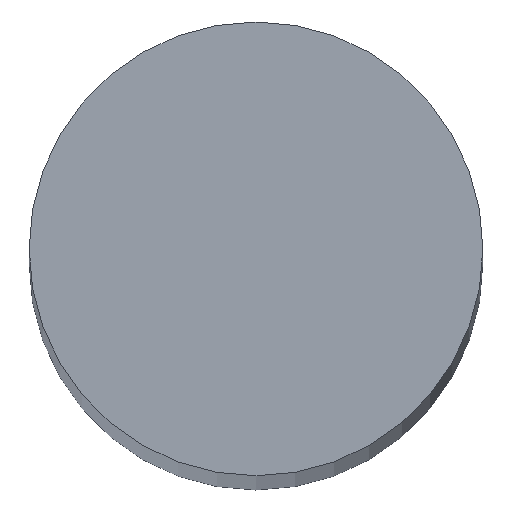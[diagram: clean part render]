
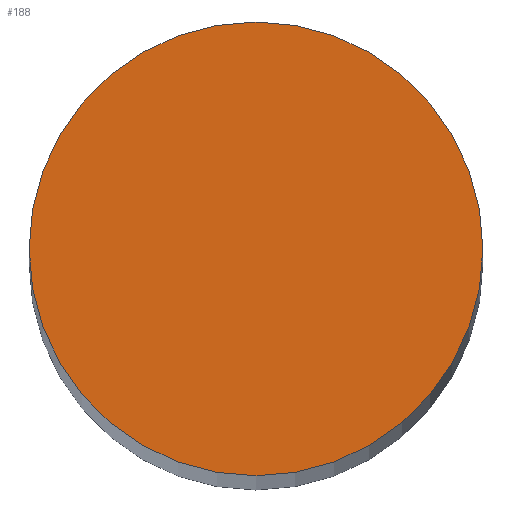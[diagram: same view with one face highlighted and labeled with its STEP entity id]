
A CAD part, top view. The second image highlights one B-rep face of the part: STEP entity #188.
In plain terms, the highlighted planar face has unit normal (0, 0, 1).
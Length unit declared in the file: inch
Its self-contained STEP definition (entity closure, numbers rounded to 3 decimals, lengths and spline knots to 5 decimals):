
#17 = DIRECTION ( 'NONE',  ( 1., 0., 0. ) ) ;
#34 = CIRCLE ( 'NONE', #184, 1. ) ;
#35 = CARTESIAN_POINT ( 'NONE',  ( 1., 3.25, 0. ) ) ;
#60 = CIRCLE ( 'NONE', #256, 1. ) ;
#80 = ORIENTED_EDGE ( 'NONE', *, *, #215, .T. ) ;
#93 = EDGE_LOOP ( 'NONE', ( #80, #143 ) ) ;
#119 = EDGE_CURVE ( 'NONE', #246, #158, #60, .T. ) ;
#143 = ORIENTED_EDGE ( 'NONE', *, *, #119, .T. ) ;
#150 = PLANE ( 'NONE',  #233 ) ;
#158 = VERTEX_POINT ( 'NONE', #35 ) ;
#166 = CARTESIAN_POINT ( 'NONE',  ( 0., 3.25, 0. ) ) ;
#177 = CARTESIAN_POINT ( 'NONE',  ( 0., 3.25, 0. ) ) ;
#181 = CARTESIAN_POINT ( 'NONE',  ( -1., 3.25, 0. ) ) ;
#183 = DIRECTION ( 'NONE',  ( 1., 0., 0. ) ) ;
#184 = AXIS2_PLACEMENT_3D ( 'NONE', #224, #185, #266 ) ;
#185 = DIRECTION ( 'NONE',  ( 0., 0., 1. ) ) ;
#188 = ADVANCED_FACE ( 'NONE', ( #265 ), #150, .T. ) ;
#215 = EDGE_CURVE ( 'NONE', #158, #246, #34, .T. ) ;
#224 = CARTESIAN_POINT ( 'NONE',  ( 0., 3.25, 0. ) ) ;
#225 = DIRECTION ( 'NONE',  ( 0., 0., 1. ) ) ;
#233 = AXIS2_PLACEMENT_3D ( 'NONE', #177, #242, #17 ) ;
#242 = DIRECTION ( 'NONE',  ( 0., 0., 1. ) ) ;
#246 = VERTEX_POINT ( 'NONE', #181 ) ;
#256 = AXIS2_PLACEMENT_3D ( 'NONE', #166, #225, #183 ) ;
#265 = FACE_OUTER_BOUND ( 'NONE', #93, .T. ) ;
#266 = DIRECTION ( 'NONE',  ( 1., 0., 0. ) ) ;
